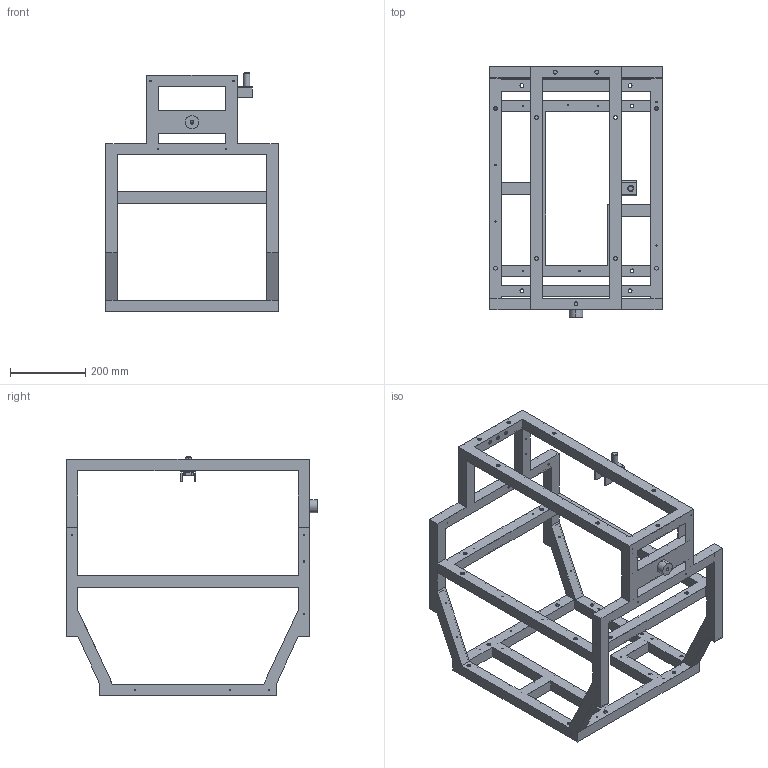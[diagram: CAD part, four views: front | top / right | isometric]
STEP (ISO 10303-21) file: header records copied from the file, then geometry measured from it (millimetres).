
FILE_DESCRIPTION (( 'STEP AP203' ), '1' );
FILE_NAME ('MS001-B.03.004JS.1.1 爾諉遺殤.step', '2021-08-27T10:51:01', ( 'Windows User' ), ( 'P R C' ), 'SwSTEP 2.0', 'SolidWorks 2016', '' );
FILE_SCHEMA (( 'CONFIG_CONTROL_DESIGN' ));
Length unit declared in the file: millimetre
Products named in the file (1): MS001-B.03.004JS.1.1 爾諉遺殤
Bounding box: 457 x 665 x 632.99 mm (x, y, z)
Volume: 3173384.3 mm3; surface area: 2089501.2 mm2
Topology: 3 solids, 8 shells, 571 faces, 1518 edges, 992 vertices
Faces by surface type: plane 281, cylinder 264, cone 24, bspline 2
Entity records: 18591 total; most frequent: CARTESIAN_POINT 3350, DIRECTION 3200, ORIENTED_EDGE 3036, EDGE_CURVE 1518, AXIS2_PLACEMENT_3D 1126, VERTEX_POINT 992, VECTOR 948, LINE 948
